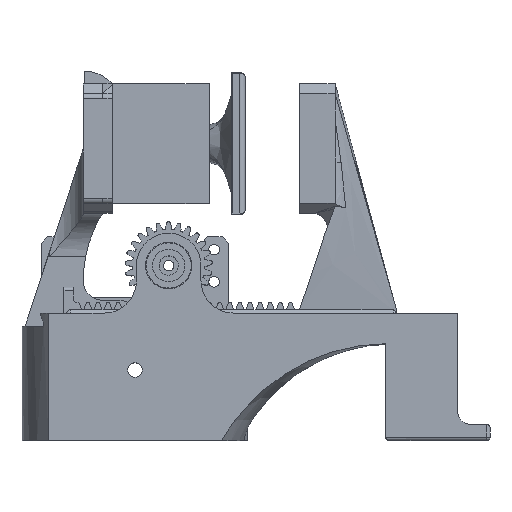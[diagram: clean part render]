
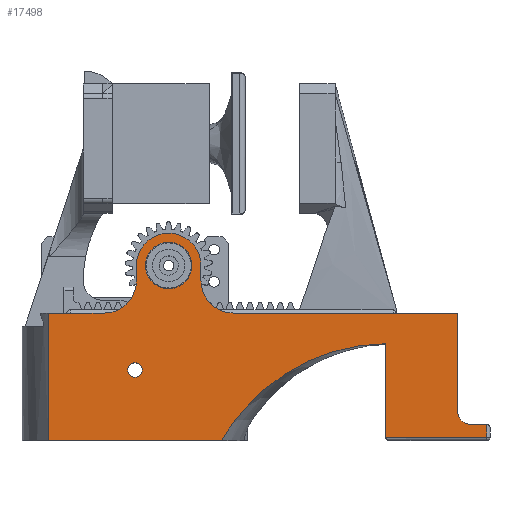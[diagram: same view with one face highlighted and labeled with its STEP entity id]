
A CAD part, top view. The second image highlights one B-rep face of the part: STEP entity #17498.
In plain terms, the highlighted planar face has unit normal (0, 0, 1).
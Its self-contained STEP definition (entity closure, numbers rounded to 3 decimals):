
#218=FACE_BOUND('',#3244,.T.);
#219=FACE_BOUND('',#3245,.T.);
#354=B_SPLINE_CURVE_WITH_KNOTS('',3,(#28383,#28384,#28385,#28386,#28387,
#28388,#28389,#28390,#28391,#28392,#28393,#28394,#28395,#28396),
 .UNSPECIFIED.,.F.,.F.,(4,2,2,2,2,2,4),(7.504,8.495,
9.486,10.521,11.557,12.57,13.311),
 .UNSPECIFIED.);
#1125=CIRCLE('',#18725,4.);
#1211=CIRCLE('',#18899,2.25);
#1233=CIRCLE('',#18939,10.);
#1235=CIRCLE('',#18942,10.);
#1236=CIRCLE('',#18945,7.2);
#1238=CIRCLE('',#18948,10.);
#2190=FACE_OUTER_BOUND('',#3243,.T.);
#3243=EDGE_LOOP('',(#13312,#13313,#13314,#13315,#13316,#13317,#13318,#13319,
#13320,#13321,#13322,#13323,#13324,#13325,#13326,#13327));
#3244=EDGE_LOOP('',(#13328));
#3245=EDGE_LOOP('',(#13329));
#4287=LINE('',#27895,#5850);
#4313=LINE('',#28051,#5876);
#4316=LINE('',#28073,#5879);
#4324=LINE('',#28103,#5887);
#4346=LINE('',#28251,#5909);
#4349=LINE('',#28260,#5912);
#4353=LINE('',#28267,#5916);
#4358=LINE('',#28362,#5921);
#4428=LINE('',#28739,#5991);
#4439=LINE('',#28770,#6002);
#4442=LINE('',#28784,#6005);
#5850=VECTOR('',#21575,10.);
#5876=VECTOR('',#21685,10.);
#5879=VECTOR('',#21698,10.);
#5887=VECTOR('',#21712,10.);
#5909=VECTOR('',#21830,10.);
#5912=VECTOR('',#21837,10.);
#5916=VECTOR('',#21841,10.);
#5921=VECTOR('',#21856,10.);
#5991=VECTOR('',#22122,10.);
#6002=VECTOR('',#22157,10.);
#6005=VECTOR('',#22174,10.);
#7446=VERTEX_POINT('',#27885);
#7447=VERTEX_POINT('',#27887);
#7449=VERTEX_POINT('',#27894);
#7479=VERTEX_POINT('',#28041);
#7483=VERTEX_POINT('',#28050);
#7488=VERTEX_POINT('',#28102);
#7532=VERTEX_POINT('',#28249);
#7535=VERTEX_POINT('',#28257);
#7536=VERTEX_POINT('',#28259);
#7539=VERTEX_POINT('',#28265);
#7547=VERTEX_POINT('',#28360);
#7552=VERTEX_POINT('',#28382);
#7615=VERTEX_POINT('',#28646);
#7642=VERTEX_POINT('',#28756);
#7644=VERTEX_POINT('',#28762);
#7646=VERTEX_POINT('',#28768);
#7647=VERTEX_POINT('',#28772);
#7649=VERTEX_POINT('',#28778);
#9379=EDGE_CURVE('',#7446,#7447,#1125,.T.);
#9383=EDGE_CURVE('',#7447,#7449,#4287,.T.);
#9435=EDGE_CURVE('',#7479,#7483,#4313,.T.);
#9441=EDGE_CURVE('',#7449,#7479,#4316,.T.);
#9450=EDGE_CURVE('',#7488,#7483,#4324,.T.);
#9509=EDGE_CURVE('',#7532,#7446,#4346,.T.);
#9513=EDGE_CURVE('',#7536,#7535,#4349,.T.);
#9517=EDGE_CURVE('',#7532,#7539,#4353,.T.);
#9529=EDGE_CURVE('',#7547,#7535,#4358,.T.);
#9536=EDGE_CURVE('',#7552,#7488,#354,.F.);
#9628=EDGE_CURVE('',#7615,#7615,#1211,.T.);
#9668=EDGE_CURVE('',#7552,#7547,#4428,.T.);
#9677=EDGE_CURVE('',#7536,#7642,#1233,.T.);
#9681=EDGE_CURVE('',#7644,#7539,#1235,.T.);
#9684=EDGE_CURVE('',#7644,#7646,#4439,.T.);
#9685=EDGE_CURVE('',#7647,#7647,#1236,.T.);
#9688=EDGE_CURVE('',#7646,#7649,#1238,.T.);
#9691=EDGE_CURVE('',#7649,#7642,#4442,.T.);
#13312=ORIENTED_EDGE('',*,*,#9441,.F.);
#13313=ORIENTED_EDGE('',*,*,#9383,.F.);
#13314=ORIENTED_EDGE('',*,*,#9379,.F.);
#13315=ORIENTED_EDGE('',*,*,#9509,.F.);
#13316=ORIENTED_EDGE('',*,*,#9517,.T.);
#13317=ORIENTED_EDGE('',*,*,#9681,.F.);
#13318=ORIENTED_EDGE('',*,*,#9684,.T.);
#13319=ORIENTED_EDGE('',*,*,#9688,.T.);
#13320=ORIENTED_EDGE('',*,*,#9691,.T.);
#13321=ORIENTED_EDGE('',*,*,#9677,.F.);
#13322=ORIENTED_EDGE('',*,*,#9513,.T.);
#13323=ORIENTED_EDGE('',*,*,#9529,.F.);
#13324=ORIENTED_EDGE('',*,*,#9668,.F.);
#13325=ORIENTED_EDGE('',*,*,#9536,.T.);
#13326=ORIENTED_EDGE('',*,*,#9450,.T.);
#13327=ORIENTED_EDGE('',*,*,#9435,.F.);
#13328=ORIENTED_EDGE('',*,*,#9628,.F.);
#13329=ORIENTED_EDGE('',*,*,#9685,.T.);
#16822=PLANE('',#18962);
#17498=ADVANCED_FACE('',(#2190,#218,#219),#16822,.T.);
#18725=AXIS2_PLACEMENT_3D('',#27888,#21566,#21567);
#18899=AXIS2_PLACEMENT_3D('',#28647,#22040,#22041);
#18939=AXIS2_PLACEMENT_3D('',#28757,#22143,#22144);
#18942=AXIS2_PLACEMENT_3D('',#28764,#22151,#22152);
#18945=AXIS2_PLACEMENT_3D('',#28773,#22160,#22161);
#18948=AXIS2_PLACEMENT_3D('',#28779,#22167,#22168);
#18962=AXIS2_PLACEMENT_3D('',#28929,#22205,#22206);
#21566=DIRECTION('center_axis',(0.,0.,1.));
#21567=DIRECTION('ref_axis',(-0.707,-0.707,0.));
#21575=DIRECTION('',(1.,0.,0.));
#21685=DIRECTION('',(-1.,0.,0.));
#21698=DIRECTION('',(0.,-1.,0.));
#21712=DIRECTION('',(0.,-1.,0.));
#21830=DIRECTION('',(0.,-1.,0.));
#21837=DIRECTION('',(-1.,0.,0.));
#21841=DIRECTION('',(-1.,0.,0.));
#21856=DIRECTION('',(0.,1.,0.));
#22040=DIRECTION('center_axis',(0.,0.,1.));
#22041=DIRECTION('ref_axis',(1.,0.,0.));
#22122=DIRECTION('',(-1.,0.,0.));
#22143=DIRECTION('center_axis',(0.,0.,1.));
#22144=DIRECTION('ref_axis',(0.707,-0.707,0.));
#22151=DIRECTION('center_axis',(0.,0.,1.));
#22152=DIRECTION('ref_axis',(-0.707,-0.707,0.));
#22157=DIRECTION('',(0.,1.,0.));
#22160=DIRECTION('center_axis',(0.,0.,-1.));
#22161=DIRECTION('ref_axis',(-1.,0.,0.));
#22167=DIRECTION('center_axis',(0.,0.,1.));
#22168=DIRECTION('ref_axis',(1.,0.,0.));
#22174=DIRECTION('',(0.,-1.,0.));
#22205=DIRECTION('center_axis',(0.,0.,1.));
#22206=DIRECTION('ref_axis',(-1.,0.,0.));
#27885=CARTESIAN_POINT('',(100.,-26.5,22.5));
#27887=CARTESIAN_POINT('',(104.,-30.5,22.5));
#27888=CARTESIAN_POINT('Origin',(104.,-26.5,22.5));
#27894=CARTESIAN_POINT('',(109.,-30.5,22.5));
#27895=CARTESIAN_POINT('',(100.,-30.5,22.5));
#28041=CARTESIAN_POINT('',(109.,-34.5,22.5));
#28050=CARTESIAN_POINT('',(77.631,-34.5,22.5));
#28051=CARTESIAN_POINT('',(74.408,-34.5,22.5));
#28073=CARTESIAN_POINT('',(109.,-16.5,22.5));
#28102=CARTESIAN_POINT('',(77.631,-5.5,22.5));
#28103=CARTESIAN_POINT('',(77.631,-5.5,22.5));
#28249=CARTESIAN_POINT('',(100.,4.,22.5));
#28251=CARTESIAN_POINT('',(100.,4.,22.5));
#28257=CARTESIAN_POINT('',(-26.81,4.,22.5));
#28259=CARTESIAN_POINT('',(-9.55,4.,22.5));
#28260=CARTESIAN_POINT('',(60.,4.,22.5));
#28265=CARTESIAN_POINT('',(30.45,4.,22.5));
#28267=CARTESIAN_POINT('',(60.,4.,22.5));
#28360=CARTESIAN_POINT('',(-26.81,-35.5,22.5));
#28362=CARTESIAN_POINT('',(-26.81,0.,22.5));
#28382=CARTESIAN_POINT('',(26.81,-35.5,22.5));
#28383=CARTESIAN_POINT('Ctrl Pts',(77.631,-5.5,22.5));
#28384=CARTESIAN_POINT('Ctrl Pts',(74.327,-5.5,22.5));
#28385=CARTESIAN_POINT('Ctrl Pts',(70.718,-5.822,22.5));
#28386=CARTESIAN_POINT('Ctrl Pts',(63.638,-7.19,22.5));
#28387=CARTESIAN_POINT('Ctrl Pts',(60.166,-8.234,22.5));
#28388=CARTESIAN_POINT('Ctrl Pts',(53.879,-10.705,22.5));
#28389=CARTESIAN_POINT('Ctrl Pts',(50.488,-12.388,22.5));
#28390=CARTESIAN_POINT('Ctrl Pts',(44.097,-16.382,22.5));
#28391=CARTESIAN_POINT('Ctrl Pts',(41.096,-18.692,22.5));
#28392=CARTESIAN_POINT('Ctrl Pts',(36.036,-23.278,22.5));
#28393=CARTESIAN_POINT('Ctrl Pts',(33.492,-25.976,22.5));
#28394=CARTESIAN_POINT('Ctrl Pts',(29.584,-31.02,22.5));
#28395=CARTESIAN_POINT('Ctrl Pts',(28.083,-33.264,22.5));
#28396=CARTESIAN_POINT('Ctrl Pts',(26.81,-35.5,22.5));
#28646=CARTESIAN_POINT('',(-2.25,-13.6,22.5));
#28647=CARTESIAN_POINT('Origin',(0.,-13.6,22.5));
#28739=CARTESIAN_POINT('',(60.,-35.5,22.5));
#28756=CARTESIAN_POINT('',(0.45,14.,22.5));
#28757=CARTESIAN_POINT('Origin',(-9.55,14.,22.5));
#28762=CARTESIAN_POINT('',(20.45,14.,22.5));
#28764=CARTESIAN_POINT('Origin',(30.45,14.,22.5));
#28768=CARTESIAN_POINT('',(20.45,18.75,22.5));
#28770=CARTESIAN_POINT('',(20.45,4.,22.5));
#28772=CARTESIAN_POINT('',(17.65,18.75,22.5));
#28773=CARTESIAN_POINT('Origin',(10.45,18.75,22.5));
#28778=CARTESIAN_POINT('',(0.45,18.75,22.5));
#28779=CARTESIAN_POINT('Origin',(10.45,18.75,22.5));
#28784=CARTESIAN_POINT('',(0.45,18.75,22.5));
#28929=CARTESIAN_POINT('Origin',(60.,0.,22.5));
